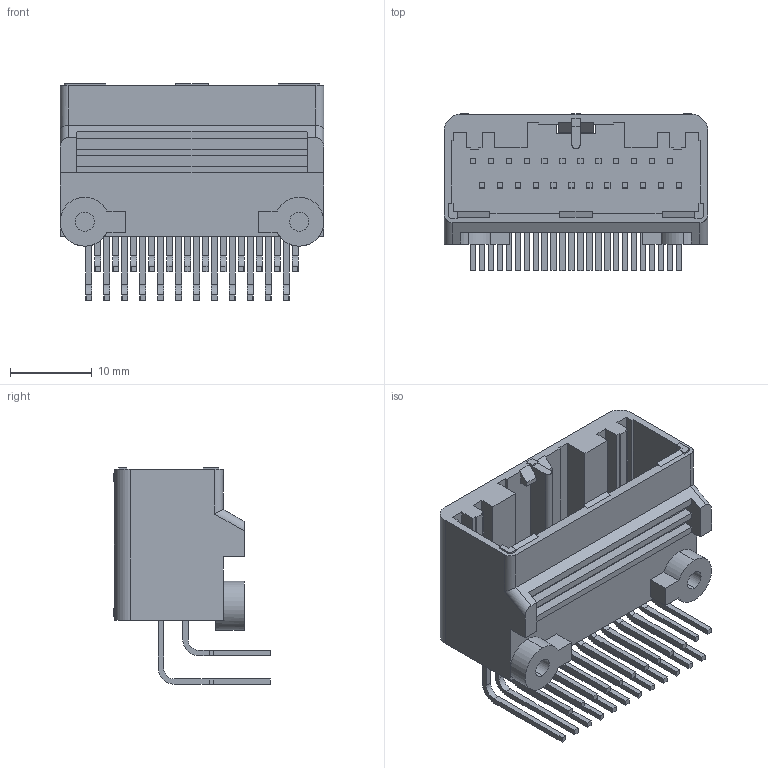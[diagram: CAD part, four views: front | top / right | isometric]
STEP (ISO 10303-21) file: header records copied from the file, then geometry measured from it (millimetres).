
FILE_DESCRIPTION (( 'STEP AP203' ), '1' );
FILE_NAME ('K3D-MX34024NF1-V3_JAE_Proprietary.STEP', '2014-04-18T05:12:42', ( '' ), ( '' ), 'SwSTEP 2.0', 'SolidWorks 2012', '' );
FILE_SCHEMA (( 'CONFIG_CONTROL_DESIGN' ));
Length unit declared in the file: millimetre
Products named in the file (1): K3D-MX34024NF1-V3_JAE_Proprietary
Bounding box: 32.3 x 19.2 x 26.52 mm (x, y, z)
Volume: 4162.9 mm3; surface area: 6165.4 mm2
Topology: 1 solids, 1 shells, 593 faces, 1617 edges, 1074 vertices
Faces by surface type: plane 522, cylinder 71
Entity records: 18550 total; most frequent: CARTESIAN_POINT 3297, ORIENTED_EDGE 3234, DIRECTION 2943, EDGE_CURVE 1617, VECTOR 1471, LINE 1471, VERTEX_POINT 1074, AXIS2_PLACEMENT_3D 736
